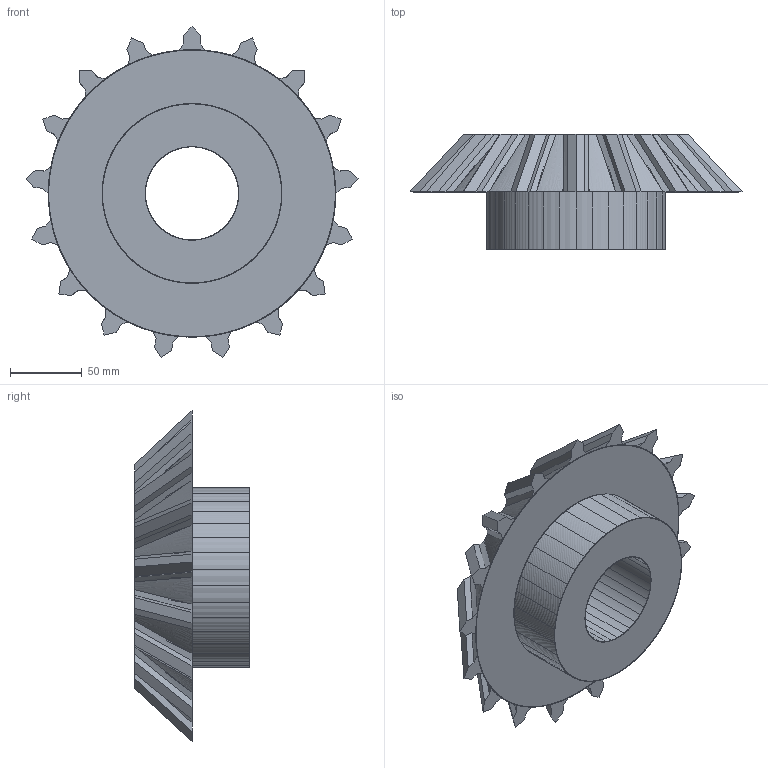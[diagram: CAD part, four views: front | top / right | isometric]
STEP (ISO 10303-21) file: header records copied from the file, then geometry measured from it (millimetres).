
FILE_DESCRIPTION (( 'STEP AP203' ), '1' );
FILE_NAME ('konik diþli (Montaj2).STEP', '2023-05-02T11:17:49', ( '' ), ( '' ), 'SwSTEP 2.0', 'SolidWorks 2019', '' );
FILE_SCHEMA (( 'CONFIG_CONTROL_DESIGN' ));
Length unit declared in the file: millimetre
Products named in the file (1): konik diþli (Montaj2)
Bounding box: 231.01 x 80 x 230.02 mm (x, y, z)
Surface area: 1669781.2 mm2
Topology: 17 solids, 17 shells, 272 faces, 663 edges, 442 vertices
Faces by surface type: plane 119, bspline 85, cylinder 68
Entity records: 13972 total; most frequent: CARTESIAN_POINT 7736, ORIENTED_EDGE 1326, DIRECTION 1107, EDGE_CURVE 663, VERTEX_POINT 442, AXIS2_PLACEMENT_3D 375, LINE 357, VECTOR 357
